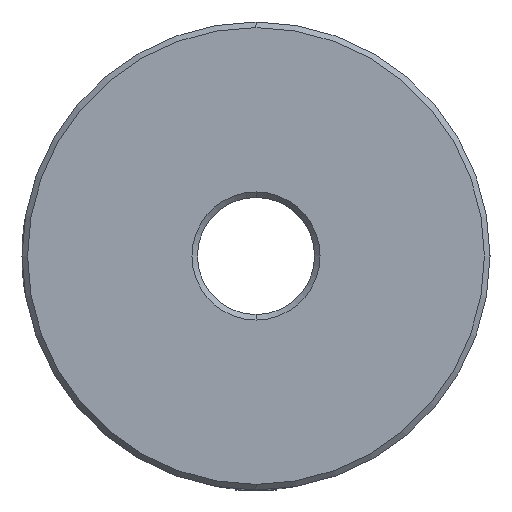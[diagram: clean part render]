
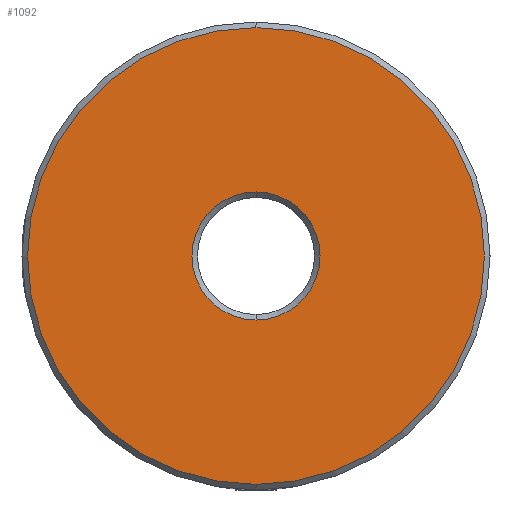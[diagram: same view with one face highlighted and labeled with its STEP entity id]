
A CAD part, left-side view. The second image highlights one B-rep face of the part: STEP entity #1092.
In plain terms, the highlighted planar face has unit normal (-1, 0, 0).
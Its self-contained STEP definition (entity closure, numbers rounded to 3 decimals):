
#67 = EDGE_CURVE ( 'NONE', #402, #401, #1708, .T. ) ;
#81 = EDGE_CURVE ( 'NONE', #403, #404, #1730, .T. ) ;
#401 = VERTEX_POINT ( 'NONE', #3194 ) ;
#402 = VERTEX_POINT ( 'NONE', #3195 ) ;
#403 = VERTEX_POINT ( 'NONE', #3196 ) ;
#404 = VERTEX_POINT ( 'NONE', #3197 ) ;
#457 = EDGE_LOOP ( 'NONE', ( #722, #723 ) ) ;
#480 = EDGE_LOOP ( 'NONE', ( #724, #725 ) ) ;
#722 = ORIENTED_EDGE ( 'NONE', *, *, #820, .T. ) ;
#723 = ORIENTED_EDGE ( 'NONE', *, *, #81, .T. ) ;
#724 = ORIENTED_EDGE ( 'NONE', *, *, #67, .T. ) ;
#725 = ORIENTED_EDGE ( 'NONE', *, *, #821, .T. ) ;
#820 = EDGE_CURVE ( 'NONE', #404, #403, #3327, .T. ) ;
#821 = EDGE_CURVE ( 'NONE', #401, #402, #3328, .T. ) ;
#1092 = ADVANCED_FACE ( 'NONE', ( #4483, #4486 ), #4745, .F. ) ;
#1626 = DIRECTION ( 'NONE',  ( 0., 0., -1. ) ) ;
#1708 = CIRCLE ( 'NONE', #1969, 4.381 ) ;
#1730 = CIRCLE ( 'NONE', #1976, 15.619 ) ;
#1969 = AXIS2_PLACEMENT_3D ( 'NONE', #2337, #2338, #2339 ) ;
#1976 = AXIS2_PLACEMENT_3D ( 'NONE', #2397, #2398, #1626 ) ;
#2094 = AXIS2_PLACEMENT_3D ( 'NONE', #3637, #3659, #3660 ) ;
#2095 = AXIS2_PLACEMENT_3D ( 'NONE', #3656, #3662, #3663 ) ;
#2337 = CARTESIAN_POINT ( 'NONE',  ( -19., 0., 0. ) ) ;
#2338 = DIRECTION ( 'NONE',  ( 1., 0., 0. ) ) ;
#2339 = DIRECTION ( 'NONE',  ( 0., 0., -1. ) ) ;
#2397 = CARTESIAN_POINT ( 'NONE',  ( -19., 0., 0. ) ) ;
#2398 = DIRECTION ( 'NONE',  ( -1., 0., 0. ) ) ;
#3194 = CARTESIAN_POINT ( 'NONE',  ( -19., 0., -4.381 ) ) ;
#3195 = CARTESIAN_POINT ( 'NONE',  ( -19., 0., 4.381 ) ) ;
#3196 = CARTESIAN_POINT ( 'NONE',  ( -19., 0., 15.619 ) ) ;
#3197 = CARTESIAN_POINT ( 'NONE',  ( -19., 0., -15.619 ) ) ;
#3327 = CIRCLE ( 'NONE', #2094, 15.619 ) ;
#3328 = CIRCLE ( 'NONE', #2095, 4.381 ) ;
#3637 = CARTESIAN_POINT ( 'NONE',  ( -19., 0., 0. ) ) ;
#3656 = CARTESIAN_POINT ( 'NONE',  ( -19., 0., 0. ) ) ;
#3659 = DIRECTION ( 'NONE',  ( -1., 0., 0. ) ) ;
#3660 = DIRECTION ( 'NONE',  ( 0., 0., -1. ) ) ;
#3662 = DIRECTION ( 'NONE',  ( 1., 0., 0. ) ) ;
#3663 = DIRECTION ( 'NONE',  ( 0., 0., -1. ) ) ;
#4483 = FACE_OUTER_BOUND ( 'NONE', #457, .T. ) ;
#4486 = FACE_BOUND ( 'NONE', #480, .T. ) ;
#4745 = PLANE ( 'NONE',  #4956 ) ;
#4748 = CARTESIAN_POINT ( 'NONE',  ( -19., 0., 0. ) ) ;
#4759 = DIRECTION ( 'NONE',  ( 1., 0., 0. ) ) ;
#4760 = DIRECTION ( 'NONE',  ( 0., 0., -1. ) ) ;
#4956 = AXIS2_PLACEMENT_3D ( 'NONE', #4748, #4759, #4760 ) ;
